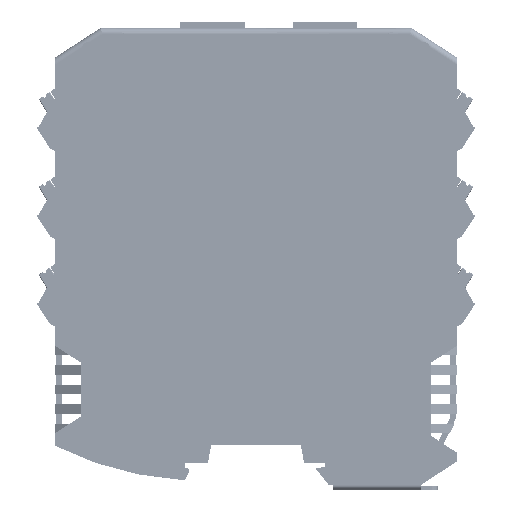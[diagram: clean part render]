
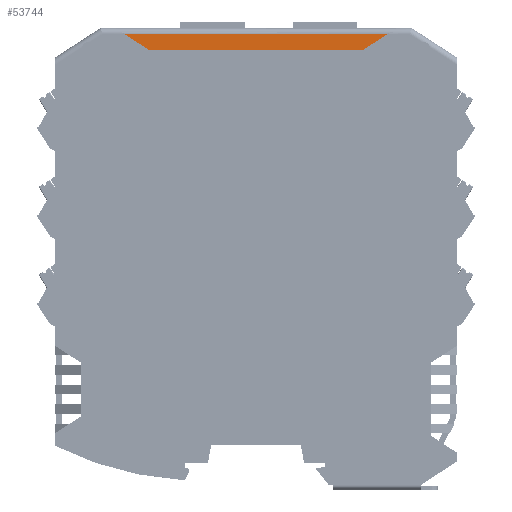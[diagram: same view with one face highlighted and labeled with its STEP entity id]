
A CAD part, left-side view. The second image highlights one B-rep face of the part: STEP entity #53744.
In plain terms, the highlighted face is planar.
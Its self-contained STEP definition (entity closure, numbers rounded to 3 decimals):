
#7558=VERTEX_POINT('',#84754);
#7559=VERTEX_POINT('',#84758);
#7580=VERTEX_POINT('',#84822);
#7624=VERTEX_POINT('',#84982);
#14108=VECTOR('',#68396,1.);
#14132=VECTOR('',#68450,1.);
#14197=VECTOR('',#68583,1.);
#14198=VECTOR('',#68585,1.);
#20724=LINE('',#84759,#14108);
#20748=LINE('',#84823,#14132);
#20813=LINE('',#84983,#14197);
#20814=LINE('',#84985,#14198);
#28537=EDGE_CURVE('',#7559,#7558,#20724,.T.);
#28571=EDGE_CURVE('',#7580,#7559,#20748,.T.);
#28654=EDGE_CURVE('',#7624,#7580,#20813,.T.);
#28655=EDGE_CURVE('',#7558,#7624,#20814,.T.);
#44093=ORIENTED_EDGE('',*,*,#28571,.F.);
#44094=ORIENTED_EDGE('',*,*,#28654,.F.);
#44095=ORIENTED_EDGE('',*,*,#28655,.F.);
#44096=ORIENTED_EDGE('',*,*,#28537,.F.);
#47842=EDGE_LOOP('',(#44093,#44094,#44095,#44096));
#50868=FACE_BOUND('',#47842,.T.);
#53744=ADVANCED_FACE('',(#50868),#87877,.F.);
#57274=AXIS2_PLACEMENT_3D('',#84984,#68584,$);
#68396=DIRECTION('',(-0.839,-0.545,0.));
#68450=DIRECTION('',(1.,0.,0.));
#68583=DIRECTION('',(-0.839,0.545,0.));
#68584=DIRECTION('',(0.,0.,-1.));
#68585=DIRECTION('',(-1.,0.,0.));
#84754=CARTESIAN_POINT('',(26.208,109.05,8.8));
#84758=CARTESIAN_POINT('',(32.29,113.,8.8));
#84759=CARTESIAN_POINT('',(-32.78,70.743,8.8));
#84822=CARTESIAN_POINT('',(-32.29,113.,8.8));
#84823=CARTESIAN_POINT('',(-32.78,113.,8.8));
#84982=CARTESIAN_POINT('',(-26.208,109.05,8.8));
#84983=CARTESIAN_POINT('',(-32.78,113.318,8.8));
#84984=CARTESIAN_POINT('',(16.833,111.569,8.8));
#84985=CARTESIAN_POINT('',(-32.78,109.05,8.8));
#87877=PLANE('',#57274);
